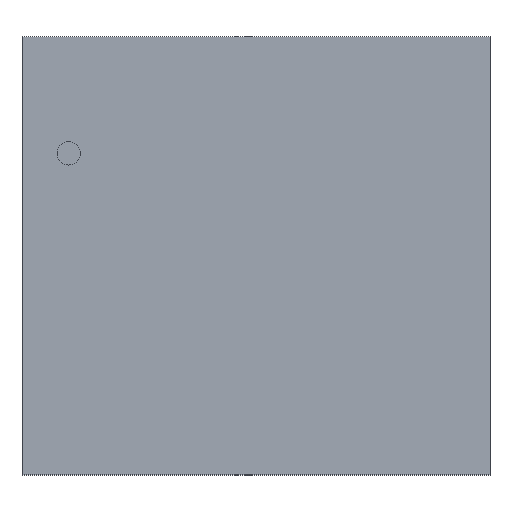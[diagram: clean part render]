
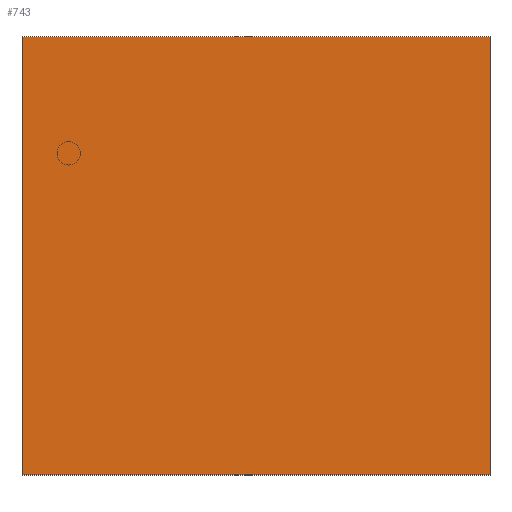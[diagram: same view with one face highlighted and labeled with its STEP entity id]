
A CAD part, top view. The second image highlights one B-rep face of the part: STEP entity #743.
In plain terms, the highlighted planar face has unit normal (0, 0, 1).
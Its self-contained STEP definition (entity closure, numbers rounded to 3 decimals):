
#651=EDGE_CURVE('NONE',#652,#654,#656,.T.);
#652=VERTEX_POINT('NONE',#653);
#653=CARTESIAN_POINT('',(-0.8,-0.749,0.991));
#654=VERTEX_POINT('NONE',#655);
#655=CARTESIAN_POINT('',(-0.8,0.749,0.991));
#656=LINE('',#657,#658);
#657=CARTESIAN_POINT('',(-0.8,0.749,0.991));
#658=VECTOR('',#659,1.0);
#659=DIRECTION('',(0.0,1.0,0.0));
#682=EDGE_CURVE('NONE',#683,#652,#685,.T.);
#683=VERTEX_POINT('NONE',#684);
#684=CARTESIAN_POINT('',(0.8,-0.749,0.991));
#685=LINE('',#686,#687);
#686=CARTESIAN_POINT('',(-0.8,-0.749,0.991));
#687=VECTOR('',#688,1.0);
#688=DIRECTION('',(-1.0,0.0,0.0));
#706=EDGE_CURVE('NONE',#707,#683,#709,.T.);
#707=VERTEX_POINT('NONE',#708);
#708=CARTESIAN_POINT('',(0.8,0.749,0.991));
#709=LINE('',#710,#711);
#710=CARTESIAN_POINT('',(0.8,-0.749,0.991));
#711=VECTOR('',#712,1.0);
#712=DIRECTION('',(0.0,-1.0,0.0));
#730=EDGE_CURVE('NONE',#654,#707,#731,.T.);
#731=LINE('',#732,#733);
#732=CARTESIAN_POINT('',(0.8,0.749,0.991));
#733=VECTOR('',#734,1.0);
#734=DIRECTION('',(1.0,0.0,0.0));
#743=ADVANCED_FACE('NONE',(#744),#750,.T.);
#744=FACE_BOUND('NONE',#745,.T.);
#745=EDGE_LOOP('',(#746,#747,#748,#749));
#746=ORIENTED_EDGE('',*,*,#730,.F.);
#747=ORIENTED_EDGE('',*,*,#651,.F.);
#748=ORIENTED_EDGE('',*,*,#682,.F.);
#749=ORIENTED_EDGE('',*,*,#706,.F.);
#750=PLANE('',#751);
#751=AXIS2_PLACEMENT_3D('',#752,#753,#754);
#752=CARTESIAN_POINT('',(-0.8,-0.749,0.991));
#753=DIRECTION('',(0.0,0.0,1.0));
#754=DIRECTION('',(1.0,0.0,0.0));
